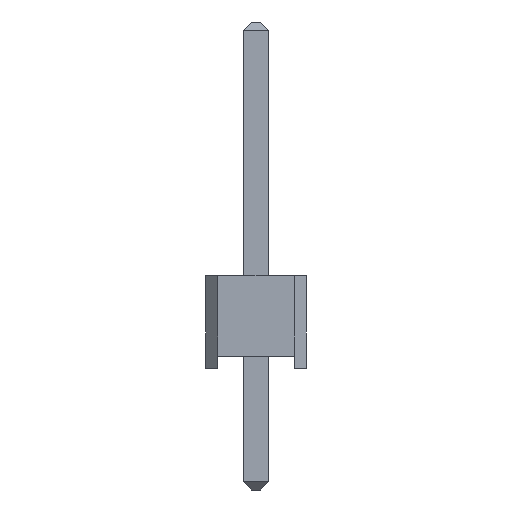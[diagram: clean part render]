
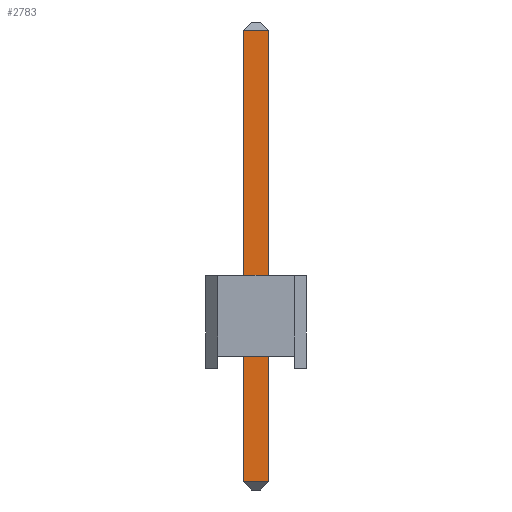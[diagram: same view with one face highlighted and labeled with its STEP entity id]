
A CAD part, left-side view. The second image highlights one B-rep face of the part: STEP entity #2783.
In plain terms, the highlighted planar face has unit normal (-1, 0, 0).
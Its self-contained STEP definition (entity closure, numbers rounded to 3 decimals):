
#2430 = PLANE('',#2431);
#2431 = AXIS2_PLACEMENT_3D('',#2432,#2433,#2434);
#2432 = CARTESIAN_POINT('',(-0.32,0.32,-3.));
#2433 = DIRECTION('',(-0.,1.,0.));
#2434 = DIRECTION('',(0.,0.,1.));
#2455 = VERTEX_POINT('',#2456);
#2456 = CARTESIAN_POINT('',(-0.32,0.32,-2.8));
#2482 = EDGE_CURVE('',#2455,#2483,#2485,.T.);
#2483 = VERTEX_POINT('',#2484);
#2484 = CARTESIAN_POINT('',(-0.32,0.32,8.34));
#2485 = SURFACE_CURVE('',#2486,(#2490,#2497),.PCURVE_S1.);
#2486 = LINE('',#2487,#2488);
#2487 = CARTESIAN_POINT('',(-0.32,0.32,-3.));
#2488 = VECTOR('',#2489,1.);
#2489 = DIRECTION('',(0.,-0.,1.));
#2490 = PCURVE('',#2430,#2491);
#2491 = DEFINITIONAL_REPRESENTATION('',(#2492),#2496);
#2492 = LINE('',#2493,#2494);
#2493 = CARTESIAN_POINT('',(0.,0.));
#2494 = VECTOR('',#2495,1.);
#2495 = DIRECTION('',(1.,0.));
#2496 = ( GEOMETRIC_REPRESENTATION_CONTEXT(2) 
PARAMETRIC_REPRESENTATION_CONTEXT() REPRESENTATION_CONTEXT('2D SPACE',''
  ) );
#2497 = PCURVE('',#2498,#2503);
#2498 = PLANE('',#2499);
#2499 = AXIS2_PLACEMENT_3D('',#2500,#2501,#2502);
#2500 = CARTESIAN_POINT('',(-0.32,-0.32,-3.));
#2501 = DIRECTION('',(-1.,0.,0.));
#2502 = DIRECTION('',(0.,0.,1.));
#2503 = DEFINITIONAL_REPRESENTATION('',(#2504),#2508);
#2504 = LINE('',#2505,#2506);
#2505 = CARTESIAN_POINT('',(0.,0.64));
#2506 = VECTOR('',#2507,1.);
#2507 = DIRECTION('',(1.,0.));
#2508 = ( GEOMETRIC_REPRESENTATION_CONTEXT(2) 
PARAMETRIC_REPRESENTATION_CONTEXT() REPRESENTATION_CONTEXT('2D SPACE',''
  ) );
#2610 = PLANE('',#2611);
#2611 = AXIS2_PLACEMENT_3D('',#2612,#2613,#2614);
#2612 = CARTESIAN_POINT('',(-0.22,-0.32,-2.9));
#2613 = DIRECTION('',(0.707,0.,0.707));
#2614 = DIRECTION('',(0.707,0.,-0.707));
#2643 = PLANE('',#2644);
#2644 = AXIS2_PLACEMENT_3D('',#2645,#2646,#2647);
#2645 = CARTESIAN_POINT('',(0.32,-0.32,-3.));
#2646 = DIRECTION('',(0.,-1.,0.));
#2647 = DIRECTION('',(0.,-0.,-1.));
#2723 = PLANE('',#2724);
#2724 = AXIS2_PLACEMENT_3D('',#2725,#2726,#2727);
#2725 = CARTESIAN_POINT('',(-0.22,-0.32,8.44));
#2726 = DIRECTION('',(-0.707,0.,0.707));
#2727 = DIRECTION('',(0.707,0.,0.707));
#2783 = ADVANCED_FACE('',(#2784),#2498,.T.);
#2784 = FACE_BOUND('',#2785,.T.);
#2785 = EDGE_LOOP('',(#2786,#2787,#2810,#2833));
#2786 = ORIENTED_EDGE('',*,*,#2482,.F.);
#2787 = ORIENTED_EDGE('',*,*,#2788,.T.);
#2788 = EDGE_CURVE('',#2455,#2789,#2791,.T.);
#2789 = VERTEX_POINT('',#2790);
#2790 = CARTESIAN_POINT('',(-0.32,-0.32,-2.8));
#2791 = SURFACE_CURVE('',#2792,(#2796,#2803),.PCURVE_S1.);
#2792 = LINE('',#2793,#2794);
#2793 = CARTESIAN_POINT('',(-0.32,-0.32,-2.8));
#2794 = VECTOR('',#2795,1.);
#2795 = DIRECTION('',(-0.,-1.,0.));
#2796 = PCURVE('',#2498,#2797);
#2797 = DEFINITIONAL_REPRESENTATION('',(#2798),#2802);
#2798 = LINE('',#2799,#2800);
#2799 = CARTESIAN_POINT('',(0.2,0.));
#2800 = VECTOR('',#2801,1.);
#2801 = DIRECTION('',(0.,-1.));
#2802 = ( GEOMETRIC_REPRESENTATION_CONTEXT(2) 
PARAMETRIC_REPRESENTATION_CONTEXT() REPRESENTATION_CONTEXT('2D SPACE',''
  ) );
#2803 = PCURVE('',#2610,#2804);
#2804 = DEFINITIONAL_REPRESENTATION('',(#2805),#2809);
#2805 = LINE('',#2806,#2807);
#2806 = CARTESIAN_POINT('',(-0.141,0.));
#2807 = VECTOR('',#2808,1.);
#2808 = DIRECTION('',(-0.,-1.));
#2809 = ( GEOMETRIC_REPRESENTATION_CONTEXT(2) 
PARAMETRIC_REPRESENTATION_CONTEXT() REPRESENTATION_CONTEXT('2D SPACE',''
  ) );
#2810 = ORIENTED_EDGE('',*,*,#2811,.T.);
#2811 = EDGE_CURVE('',#2789,#2812,#2814,.T.);
#2812 = VERTEX_POINT('',#2813);
#2813 = CARTESIAN_POINT('',(-0.32,-0.32,8.34));
#2814 = SURFACE_CURVE('',#2815,(#2819,#2826),.PCURVE_S1.);
#2815 = LINE('',#2816,#2817);
#2816 = CARTESIAN_POINT('',(-0.32,-0.32,-3.));
#2817 = VECTOR('',#2818,1.);
#2818 = DIRECTION('',(0.,0.,1.));
#2819 = PCURVE('',#2498,#2820);
#2820 = DEFINITIONAL_REPRESENTATION('',(#2821),#2825);
#2821 = LINE('',#2822,#2823);
#2822 = CARTESIAN_POINT('',(0.,0.));
#2823 = VECTOR('',#2824,1.);
#2824 = DIRECTION('',(1.,0.));
#2825 = ( GEOMETRIC_REPRESENTATION_CONTEXT(2) 
PARAMETRIC_REPRESENTATION_CONTEXT() REPRESENTATION_CONTEXT('2D SPACE',''
  ) );
#2826 = PCURVE('',#2643,#2827);
#2827 = DEFINITIONAL_REPRESENTATION('',(#2828),#2832);
#2828 = LINE('',#2829,#2830);
#2829 = CARTESIAN_POINT('',(-0.,-0.64));
#2830 = VECTOR('',#2831,1.);
#2831 = DIRECTION('',(-1.,0.));
#2832 = ( GEOMETRIC_REPRESENTATION_CONTEXT(2) 
PARAMETRIC_REPRESENTATION_CONTEXT() REPRESENTATION_CONTEXT('2D SPACE',''
  ) );
#2833 = ORIENTED_EDGE('',*,*,#2834,.T.);
#2834 = EDGE_CURVE('',#2812,#2483,#2835,.T.);
#2835 = SURFACE_CURVE('',#2836,(#2840,#2847),.PCURVE_S1.);
#2836 = LINE('',#2837,#2838);
#2837 = CARTESIAN_POINT('',(-0.32,-0.32,8.34));
#2838 = VECTOR('',#2839,1.);
#2839 = DIRECTION('',(0.,1.,-0.));
#2840 = PCURVE('',#2498,#2841);
#2841 = DEFINITIONAL_REPRESENTATION('',(#2842),#2846);
#2842 = LINE('',#2843,#2844);
#2843 = CARTESIAN_POINT('',(11.34,0.));
#2844 = VECTOR('',#2845,1.);
#2845 = DIRECTION('',(0.,1.));
#2846 = ( GEOMETRIC_REPRESENTATION_CONTEXT(2) 
PARAMETRIC_REPRESENTATION_CONTEXT() REPRESENTATION_CONTEXT('2D SPACE',''
  ) );
#2847 = PCURVE('',#2723,#2848);
#2848 = DEFINITIONAL_REPRESENTATION('',(#2849),#2853);
#2849 = LINE('',#2850,#2851);
#2850 = CARTESIAN_POINT('',(-0.141,0.));
#2851 = VECTOR('',#2852,1.);
#2852 = DIRECTION('',(0.,1.));
#2853 = ( GEOMETRIC_REPRESENTATION_CONTEXT(2) 
PARAMETRIC_REPRESENTATION_CONTEXT() REPRESENTATION_CONTEXT('2D SPACE',''
  ) );
